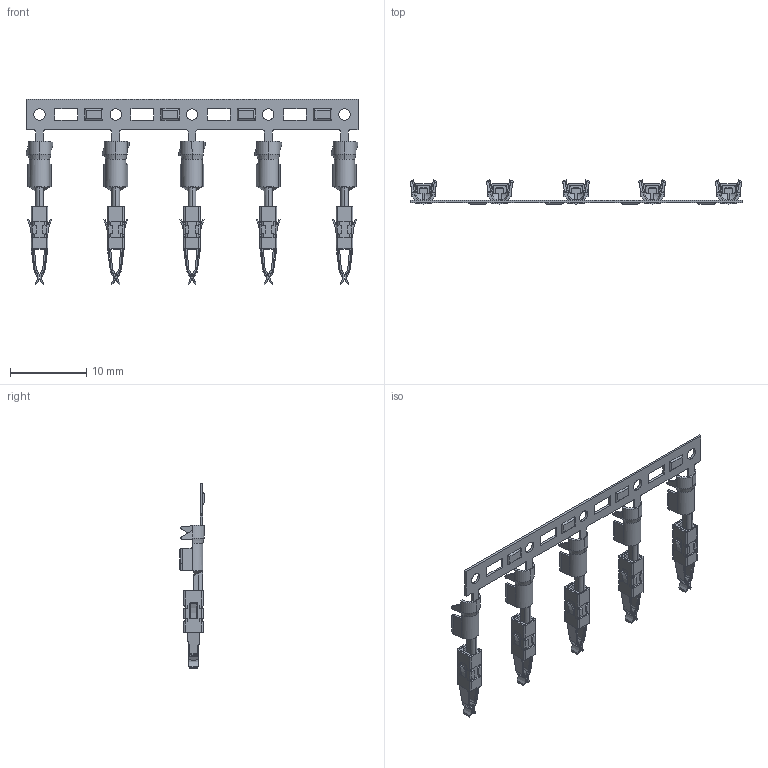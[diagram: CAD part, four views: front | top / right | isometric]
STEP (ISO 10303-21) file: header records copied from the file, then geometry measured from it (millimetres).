
FILE_DESCRIPTION(('CATIA V5 STEP','CAx-IF Rec.Pracs.--- Model Styling and Organization---1.5--- 2016-08-15','CAx-IF Rec.Pracs.---Supplemental Geometry---1.0---2011-11-01','CAx-IF Rec.Pracs.--- Composite Materials ---1.1---2010-07-15'),'2;1');
FILE_NAME ('039545-1_0', '2025-04-15T11:22:14+00:00', ('none'), ('Weidmueller'), 'CATIA Version 5-6 Release 2022 SP4 HF5', 'CATIA V5 STEP AP214 v3', 'none');
FILE_SCHEMA(('AUTOMOTIVE_DESIGN { 1 0 10303 214 1 1 1 1 }'));
Length unit declared in the file: millimetre
Products named in the file (1): 1730290000
Bounding box: 43.53 x 3.17 x 24.34 mm (x, y, z)
Volume: 224.8 mm3; surface area: 1922.2 mm2
Topology: 1 solids, 1 shells, 1502 faces, 4211 edges, 2689 vertices
Faces by surface type: plane 830, cylinder 572, extrusion 60, cone 40
Entity records: 47692 total; most frequent: CARTESIAN_POINT 13499, ORIENTED_EDGE 8422, DIRECTION 4964, EDGE_CURVE 4211, VECTOR 2699, VERTEX_POINT 2689, LINE 2639, EDGE_LOOP 1568
